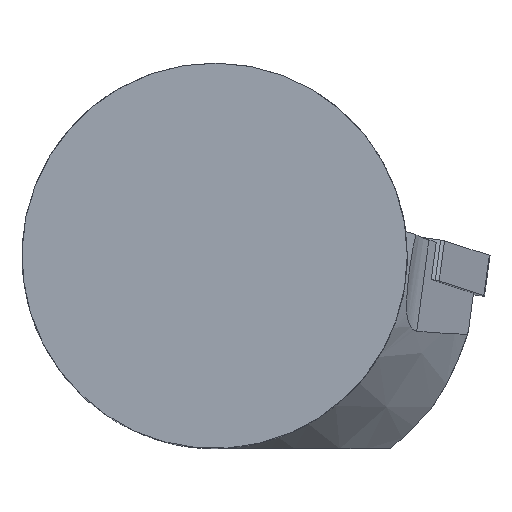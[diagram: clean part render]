
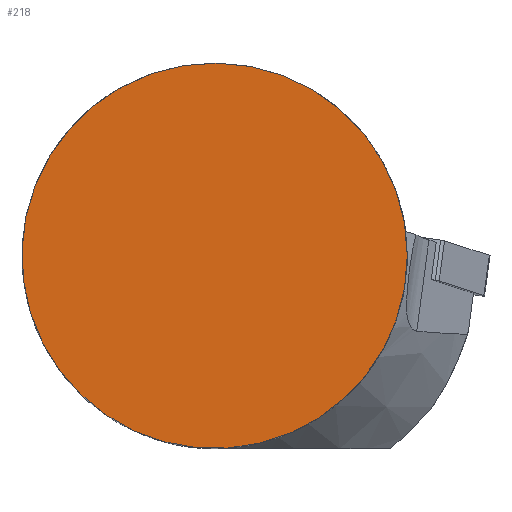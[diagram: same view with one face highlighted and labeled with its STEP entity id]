
A CAD part, top view. The second image highlights one B-rep face of the part: STEP entity #218.
In plain terms, the highlighted planar face has unit normal (0, 0, 1).
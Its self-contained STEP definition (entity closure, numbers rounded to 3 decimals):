
#158=CIRCLE('',#1022,30.);
#218=ADVANCED_FACE('',(#291),#252,.T.);
#252=PLANE('',#1071);
#291=FACE_OUTER_BOUND('',#336,.T.);
#336=EDGE_LOOP('',(#542));
#542=ORIENTED_EDGE('',*,*,#740,.T.);
#656=VERTEX_POINT('',#1522);
#740=EDGE_CURVE('',#656,#656,#158,.T.);
#1022=AXIS2_PLACEMENT_3D('',#1521,#1175,#1176);
#1071=AXIS2_PLACEMENT_3D('',#1648,#1291,#1292);
#1175=DIRECTION('',(0.,0.,1.));
#1176=DIRECTION('',(1.,0.,0.));
#1291=DIRECTION('',(0.,0.,1.));
#1292=DIRECTION('',(1.,0.,0.));
#1521=CARTESIAN_POINT('',(0.,0.,0.));
#1522=CARTESIAN_POINT('',(30.,0.,0.));
#1648=CARTESIAN_POINT('',(0.,0.,0.));
